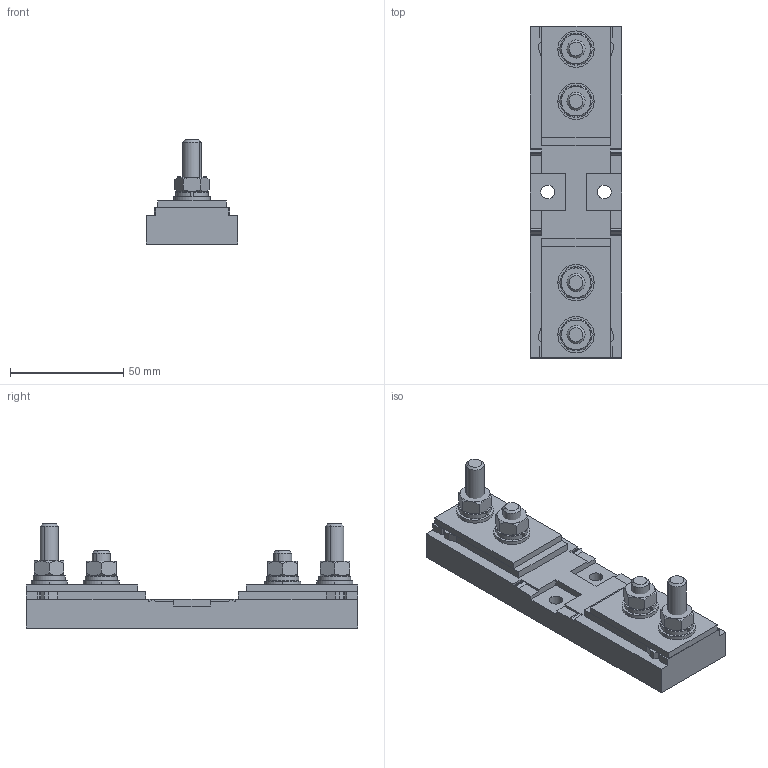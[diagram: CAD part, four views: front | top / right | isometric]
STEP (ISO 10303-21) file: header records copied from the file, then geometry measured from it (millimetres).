
FILE_DESCRIPTION(('CATIA V5 STEP'),'2;1');
FILE_NAME('U5911001_L_NH-Sicherungsunterteil_US00-1_80_400A_690V.stp','2020-04-30T08:47:41+00:00',('none'),('Jean Müller GmbH'),'CATIA Version 5 Release 19 SP 9 (IN-10)','CATIA V5 STEP AP214','none');
FILE_SCHEMA(('AUTOMOTIVE_DESIGN { 1 0 10303 214 1 1 1 1 }'));
Length unit declared in the file: millimetre
Products named in the file (8): U5911001_L_NH-Sicherungsunterteil US00-1/80/400A/690V; 67469_Sechskantschraube M8x30; 68209_Sechskantschraube DIN933-M8x20-PA6.6; 66112_Sechskantmutter M8; 66812_Federring DIN 127 A8; 66612_Scheibe; U5911001_03_Anschlusslasche; U5911001_04_Traegerteil US00-1/80
Assembly tree (19 placements, depth 2):
  U5911001_L_NH-Sicherungsunterteil US00-1/80/400A/690V
    67469_Sechskantschraube M8x30  x2
    68209_Sechskantschraube DIN933-M8x20-PA6.6  x2
    66112_Sechskantmutter M8  x4
    66812_Federring DIN 127 A8  x4
    66612_Scheibe  x4
    U5911001_03_Anschlusslasche  x2
    U5911001_04_Traegerteil US00-1/80
Bounding box: 40.2 x 146.4 x 45.9 mm (x, y, z)
Volume: 102904.8 mm3; surface area: 35579.9 mm2
Topology: 19 solids, 19 shells, 326 faces, 828 edges, 552 vertices
Faces by surface type: plane 186, cone 72, cylinder 68
Entity records: 5637 total; most frequent: CARTESIAN_POINT 1211, ORIENTED_EDGE 944, DIRECTION 726, EDGE_CURVE 472, VECTOR 332, LINE 332, VERTEX_POINT 316, AXIS2_PLACEMENT_3D 247
